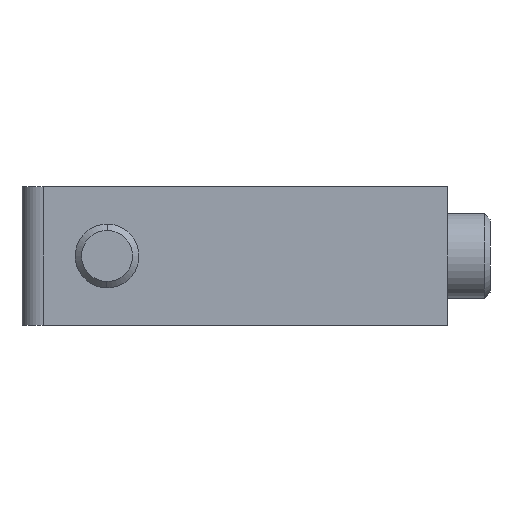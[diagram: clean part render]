
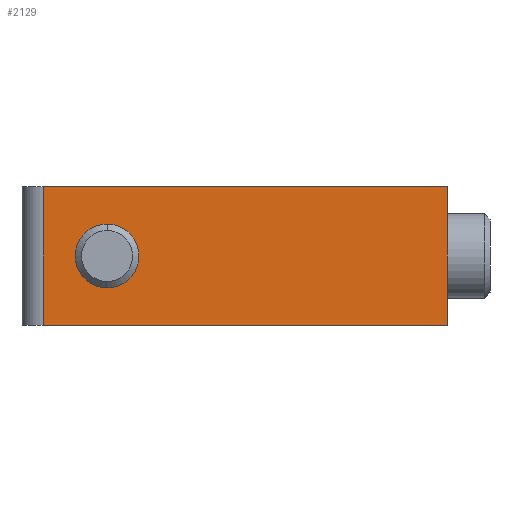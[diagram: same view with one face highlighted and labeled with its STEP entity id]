
A CAD part, left-side view. The second image highlights one B-rep face of the part: STEP entity #2129.
In plain terms, the highlighted planar face has unit normal (-1, 0, 0).
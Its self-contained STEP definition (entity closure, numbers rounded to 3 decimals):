
#3 = CARTESIAN_POINT ( 'NONE',  ( 0., 40., 6.5 ) ) ;
#27 = ORIENTED_EDGE ( 'NONE', *, *, #1843, .F. ) ;
#71 = ORIENTED_EDGE ( 'NONE', *, *, #1493, .T. ) ;
#89 = DIRECTION ( 'NONE',  ( -1., 0., 0. ) ) ;
#95 = ORIENTED_EDGE ( 'NONE', *, *, #1612, .F. ) ;
#113 = ORIENTED_EDGE ( 'NONE', *, *, #223, .F. ) ;
#136 = LINE ( 'NONE', #949, #370 ) ;
#223 = EDGE_CURVE ( 'NONE', #1098, #375, #1995, .T. ) ;
#264 = CARTESIAN_POINT ( 'NONE',  ( 0., 38., 6.5 ) ) ;
#330 = CARTESIAN_POINT ( 'NONE',  ( 0., 32., -2.5 ) ) ;
#341 = CARTESIAN_POINT ( 'NONE',  ( 0., 32., 2.5 ) ) ;
#349 = VECTOR ( 'NONE', #806, 1000. ) ;
#370 = VECTOR ( 'NONE', #1760, 1000. ) ;
#375 = VERTEX_POINT ( 'NONE', #1228 ) ;
#433 = AXIS2_PLACEMENT_3D ( 'NONE', #719, #89, #678 ) ;
#438 = CIRCLE ( 'NONE', #433, 2.5 ) ;
#462 = CARTESIAN_POINT ( 'NONE',  ( 0., 40., 6.5 ) ) ;
#487 = PLANE ( 'NONE',  #2097 ) ;
#529 = LINE ( 'NONE', #3, #349 ) ;
#591 = EDGE_LOOP ( 'NONE', ( #95, #27 ) ) ;
#609 = LINE ( 'NONE', #1394, #1308 ) ;
#675 = VECTOR ( 'NONE', #2006, 1000. ) ;
#678 = DIRECTION ( 'NONE',  ( 0., 0., 1. ) ) ;
#719 = CARTESIAN_POINT ( 'NONE',  ( 0., 32., 0. ) ) ;
#770 = DIRECTION ( 'NONE',  ( 0., 0., -1. ) ) ;
#784 = CIRCLE ( 'NONE', #826, 2.5 ) ;
#794 = DIRECTION ( 'NONE',  ( 0., 0., 1. ) ) ;
#806 = DIRECTION ( 'NONE',  ( 0., -1., 0. ) ) ;
#826 = AXIS2_PLACEMENT_3D ( 'NONE', #1485, #1153, #794 ) ;
#881 = EDGE_CURVE ( 'NONE', #2046, #375, #136, .T. ) ;
#949 = CARTESIAN_POINT ( 'NONE',  ( 0., 40., -6.5 ) ) ;
#1098 = VERTEX_POINT ( 'NONE', #1973 ) ;
#1102 = EDGE_LOOP ( 'NONE', ( #1599, #71, #1575, #113 ) ) ;
#1119 = EDGE_CURVE ( 'NONE', #2071, #1098, #529, .T. ) ;
#1140 = VERTEX_POINT ( 'NONE', #341 ) ;
#1153 = DIRECTION ( 'NONE',  ( -1., 0., 0. ) ) ;
#1228 = CARTESIAN_POINT ( 'NONE',  ( 0., 0., -6.5 ) ) ;
#1251 = FACE_OUTER_BOUND ( 'NONE', #1102, .T. ) ;
#1308 = VECTOR ( 'NONE', #770, 1000. ) ;
#1394 = CARTESIAN_POINT ( 'NONE',  ( 0., 38., 6.5 ) ) ;
#1485 = CARTESIAN_POINT ( 'NONE',  ( 0., 32., 0. ) ) ;
#1493 = EDGE_CURVE ( 'NONE', #2071, #2046, #609, .T. ) ;
#1575 = ORIENTED_EDGE ( 'NONE', *, *, #881, .T. ) ;
#1599 = ORIENTED_EDGE ( 'NONE', *, *, #1119, .F. ) ;
#1612 = EDGE_CURVE ( 'NONE', #1140, #1655, #784, .T. ) ;
#1626 = DIRECTION ( 'NONE',  ( 1., 0., 0. ) ) ;
#1655 = VERTEX_POINT ( 'NONE', #330 ) ;
#1724 = CARTESIAN_POINT ( 'NONE',  ( 0., 38., -6.5 ) ) ;
#1760 = DIRECTION ( 'NONE',  ( 0., -1., 0. ) ) ;
#1839 = CARTESIAN_POINT ( 'NONE',  ( 0., 0., 6.5 ) ) ;
#1843 = EDGE_CURVE ( 'NONE', #1655, #1140, #438, .T. ) ;
#1973 = CARTESIAN_POINT ( 'NONE',  ( 0., 0., 6.5 ) ) ;
#1990 = FACE_BOUND ( 'NONE', #591, .T. ) ;
#1995 = LINE ( 'NONE', #1839, #675 ) ;
#2006 = DIRECTION ( 'NONE',  ( 0., 0., -1. ) ) ;
#2046 = VERTEX_POINT ( 'NONE', #1724 ) ;
#2071 = VERTEX_POINT ( 'NONE', #264 ) ;
#2097 = AXIS2_PLACEMENT_3D ( 'NONE', #462, #1626, #2110 ) ;
#2110 = DIRECTION ( 'NONE',  ( 0., 1., 0. ) ) ;
#2129 = ADVANCED_FACE ( 'NONE', ( #1990, #1251 ), #487, .F. ) ;
